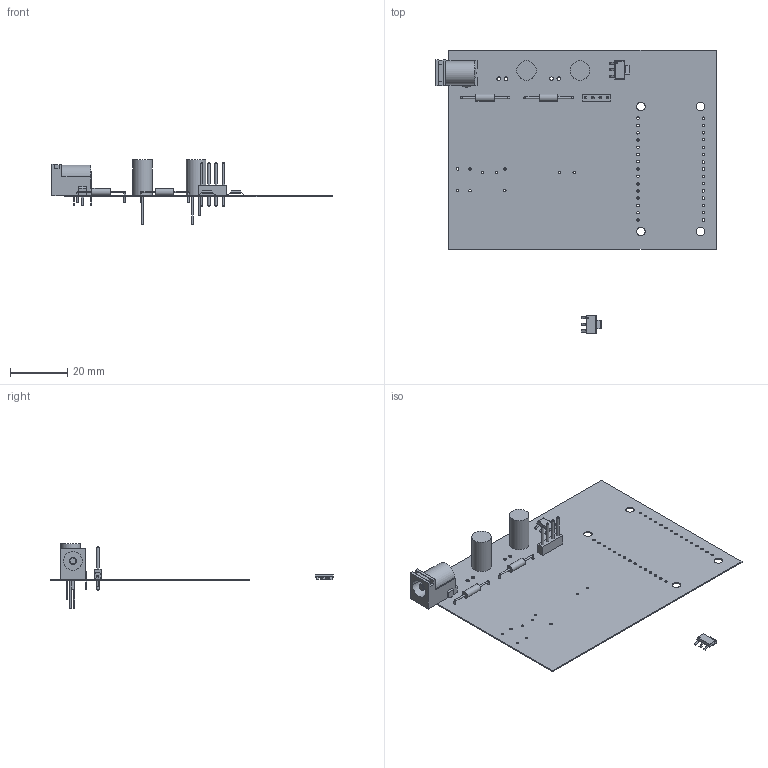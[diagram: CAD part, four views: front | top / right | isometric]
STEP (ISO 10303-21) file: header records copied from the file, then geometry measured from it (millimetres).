
FILE_DESCRIPTION(('Open CASCADE Model'),'2;1');
FILE_NAME('Open CASCADE Shape Model','2019-12-04T21:58:36',('Author'),( 'Open CASCADE'),'Open CASCADE STEP processor 6.8','Open CASCADE 6.8' ,'Unknown');
FILE_SCHEMA(('AUTOMOTIVE_DESIGN { 1 0 10303 214 1 1 1 1 }'));
Length unit declared in the file: millimetre
Products named in the file (30): PCB; Board; R2; 7052859264; SimpleBody; Sweep1; Sweep2; C2; 6962464704; Pin1; Pin2; C1; 6575101824; R1; J1; 6964515776; LeadsArray; IC1; 6522051584; Body; PinsArrayL; FilletPinR; IC2; J2; CUI_DEVICES_PJ-102B
Assembly tree (31 placements, depth 4):
  PCB
    Board
    R2
      7052859264
        SimpleBody
        Sweep1
        Sweep2
    C2
      6962464704
        SimpleBody
        Pin1
        Pin2
    C1
      6575101824
        SimpleBody
        Pin1
        Pin2
    R1
      7052859264
        SimpleBody
        Sweep1
        Sweep2
    J1
      6964515776
        SimpleBody
        LeadsArray
    IC1
      6522051584
        Body
        PinsArrayL
        FilletPinR
    IC2
      6522051584
        Body
        PinsArrayL
        FilletPinR
    J2
      CUI_DEVICES_PJ-102B
Bounding box: 97.96 x 99.09 x 22.5 mm (x, y, z)
Volume: 4820.7 mm3; surface area: 15488.6 mm2
Topology: 29 solids, 29 shells, 350 faces, 803 edges, 516 vertices
Faces by surface type: plane 201, cylinder 135, cone 10, revolution 2, torus 2
Full cylindrical faces by diameter (mm): 0.438 x2, 0.5 x4, 0.6 x8, 0.7 x4, 0.8 x8, 0.85 x6, 0.87 x4, 0.889 x30, 1 x3, 1.05 x4, 1.27 x4, 2.5 x2, 2.921 x4, 6.8 x2
Entity records: 8813 total; most frequent: DIRECTION 1416, CARTESIAN_POINT 1295, ORIENTED_EDGE 1216, EDGE_CURVE 608, AXIS2_PLACEMENT_3D 514, VERTEX_POINT 393, FACE_BOUND 391, EDGE_LOOP 391
